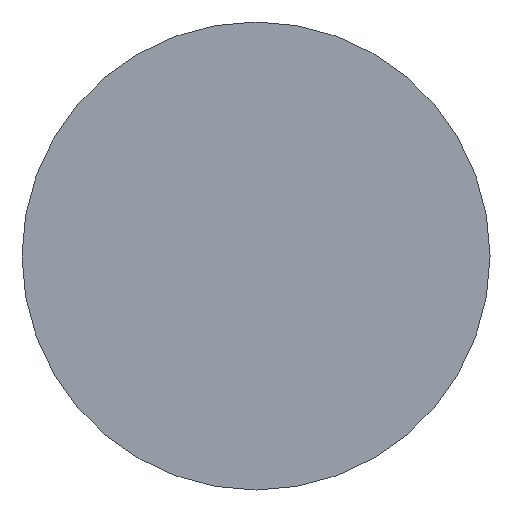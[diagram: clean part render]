
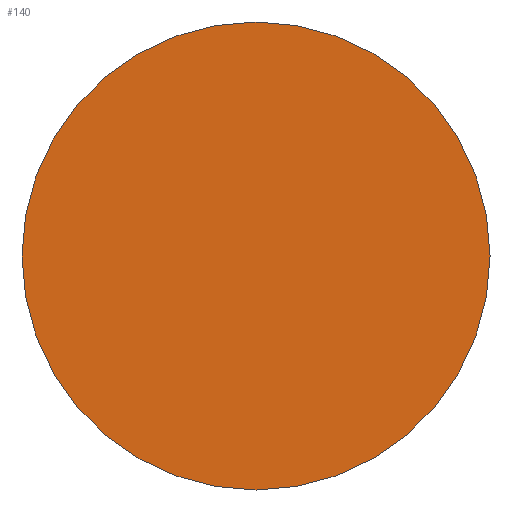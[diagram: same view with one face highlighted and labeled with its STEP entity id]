
A CAD part, front view. The second image highlights one B-rep face of the part: STEP entity #140.
In plain terms, the highlighted planar face has unit normal (0, -1, 0).
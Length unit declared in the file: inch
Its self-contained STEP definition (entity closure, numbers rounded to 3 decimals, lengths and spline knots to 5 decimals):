
#2 = DIRECTION ( 'NONE',  ( 0., 0., -1. ) ) ;
#18 = CARTESIAN_POINT ( 'NONE',  ( 0., 0., 0. ) ) ;
#54 = ORIENTED_EDGE ( 'NONE', *, *, #274, .T. ) ;
#66 = DIRECTION ( 'NONE',  ( 0., 0., -1. ) ) ;
#79 = VERTEX_POINT ( 'NONE', #298 ) ;
#104 = CIRCLE ( 'NONE', #170, 0.0625 ) ;
#117 = DIRECTION ( 'NONE',  ( 0., -1., 0. ) ) ;
#118 = AXIS2_PLACEMENT_3D ( 'NONE', #237, #175, #2 ) ;
#126 = DIRECTION ( 'NONE',  ( 0., 0., -1. ) ) ;
#130 = ORIENTED_EDGE ( 'NONE', *, *, #265, .T. ) ;
#131 = CIRCLE ( 'NONE', #157, 0.0625 ) ;
#140 = ADVANCED_FACE ( 'NONE', ( #150 ), #168, .T. ) ;
#150 = FACE_OUTER_BOUND ( 'NONE', #173, .T. ) ;
#157 = AXIS2_PLACEMENT_3D ( 'NONE', #18, #117, #126 ) ;
#161 = CARTESIAN_POINT ( 'NONE',  ( 0., 0., 0.0625 ) ) ;
#168 = PLANE ( 'NONE',  #118 ) ;
#170 = AXIS2_PLACEMENT_3D ( 'NONE', #188, #275, #66 ) ;
#173 = EDGE_LOOP ( 'NONE', ( #54, #130 ) ) ;
#175 = DIRECTION ( 'NONE',  ( 0., -1., 0. ) ) ;
#188 = CARTESIAN_POINT ( 'NONE',  ( 0., 0., 0. ) ) ;
#237 = CARTESIAN_POINT ( 'NONE',  ( 0., 0., 0. ) ) ;
#265 = EDGE_CURVE ( 'NONE', #273, #79, #104, .T. ) ;
#273 = VERTEX_POINT ( 'NONE', #161 ) ;
#274 = EDGE_CURVE ( 'NONE', #79, #273, #131, .T. ) ;
#275 = DIRECTION ( 'NONE',  ( 0., -1., 0. ) ) ;
#298 = CARTESIAN_POINT ( 'NONE',  ( 0., 0., -0.0625 ) ) ;
